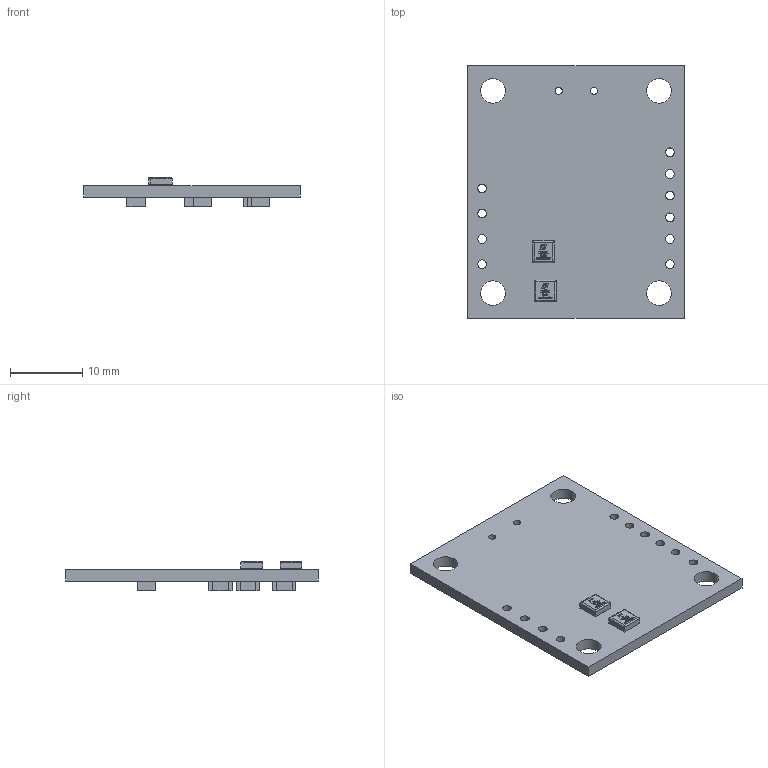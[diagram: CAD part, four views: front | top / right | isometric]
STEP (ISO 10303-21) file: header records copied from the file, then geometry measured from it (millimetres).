
FILE_DESCRIPTION(('KiCad electronic assembly'),'2;1');
FILE_NAME('aks.step','2018-10-25T20:00:00',('An Author'),('A Company'), 'Open CASCADE STEP processor 6.8','KiCad to STEP converter','Unknown' );
FILE_SCHEMA(('AUTOMOTIVE_DESIGN_CC2 { 1 2 10303 214 -1 1 5 4 }'));
Length unit declared in the file: millimetre
Products named in the file (14): Open CASCADE STEP translator 6.8 1; TQFP-32; SO-8; LG-16; SOLID; CAPC3225; РљРѕРЅРґРµРЅСЃР°С‚РѕСЂ_0603; РљРѕРЅРґРµРЅСЃР°С‚РѕСЂ_1812; РљРРџР”-86; Р 1-8Р’-0.125(0805); РєРѕСЂРїСѓСЃ_РљРў-99-1; Р РµР·РѕРЅР°С‚РѕСЂ_Р Рљ456РњР”РЈ; COMPOUND
Assembly tree (29 placements, depth 3):
  Open CASCADE STEP translator 6.8 1
    TQFP-32
    SO-8
    LG-16  x2
      SOLID
    CAPC3225  x5
      SOLID
    РљРѕРЅРґРµРЅСЃР°С‚РѕСЂ_0603  x2
    РљРѕРЅРґРµРЅСЃР°С‚РѕСЂ_1812
    РљРРџР”-86  x3
    Р 1-8Р’-0.125(0805)  x9
    РєРѕСЂРїСѓСЃ_РљРў-99-1
    Р РµР·РѕРЅР°С‚РѕСЂ_Р Рљ456РњР”РЈ
    COMPOUND
Bounding box: 30 x 35 x 4.11 mm (x, y, z)
Volume: 1669.5 mm3; surface area: 2561 mm2
Topology: 8 solids, 8 shells, 1056 faces, 2750 edges, 1832 vertices
Faces by surface type: plane 652, bspline 372, cylinder 32
Full cylindrical faces by diameter (mm): 1 x2, 1.2 x10, 3.4 x4
Entity records: 57407 total; most frequent: CARTESIAN_POINT 31346, DIRECTION 3625, LINE 2821, VECTOR 2821, ORIENTED_EDGE 2702, PCURVE 2702, DEFINITIONAL_REPRESENTATION 2702, EDGE_CURVE 1351
